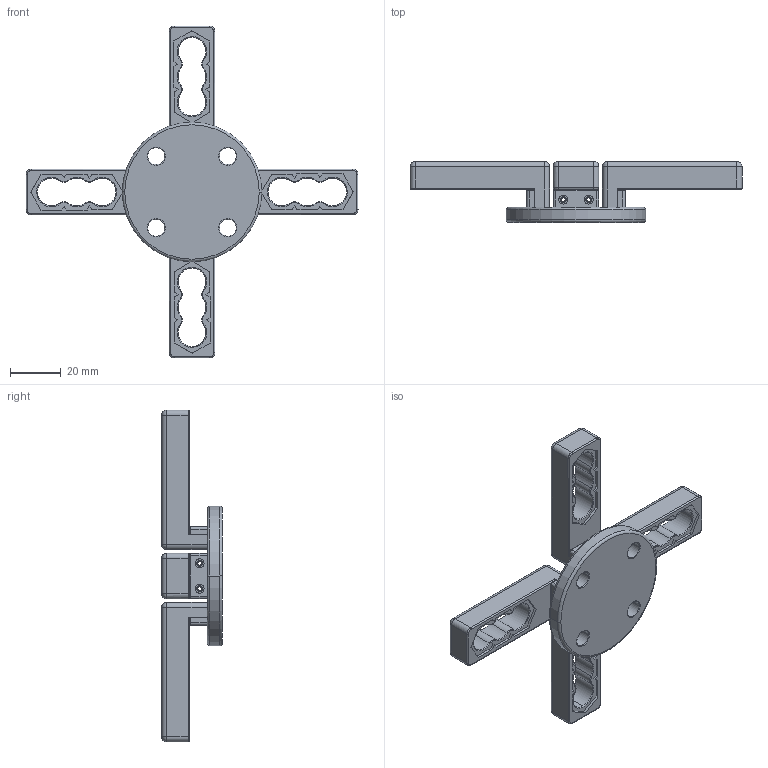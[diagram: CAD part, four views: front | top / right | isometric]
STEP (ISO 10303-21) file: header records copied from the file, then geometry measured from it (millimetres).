
FILE_DESCRIPTION (( 'STEP AP214' ), '1' );
FILE_NAME ('耀輸趙柲攫淕极.STEP', '2022-09-14T09:03:39', ( 'China' ), ( 'Home' ), 'SwSTEP 2.0', 'SolidWorks 2018', '' );
FILE_SCHEMA (( 'AUTOMOTIVE_DESIGN' ));
Length unit declared in the file: millimetre
Products named in the file (3): 耀輸趙柲攫淕极; 耀輸趙柲攫; 耀輸趙柲攫旋
Assembly tree (5 placements, depth 2):
  耀輸趙柲攫淕极
    耀輸趙柲攫
    耀輸趙柲攫旋  x4
Bounding box: 130.89 x 24 x 130.89 mm (x, y, z)
Volume: 47142.7 mm3; surface area: 24790.1 mm2
Topology: 5 solids, 5 shells, 479 faces, 1202 edges, 733 vertices
Faces by surface type: cylinder 179, plane 154, torus 130, sphere 16
Entity records: 7679 total; most frequent: DIRECTION 1437, CARTESIAN_POINT 1341, ORIENTED_EDGE 1238, EDGE_CURVE 619, AXIS2_PLACEMENT_3D 585, VERTEX_POINT 385, CIRCLE 326, EDGE_LOOP 294
